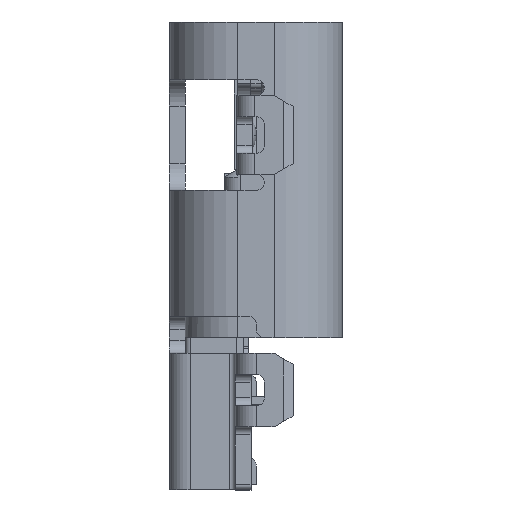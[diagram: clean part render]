
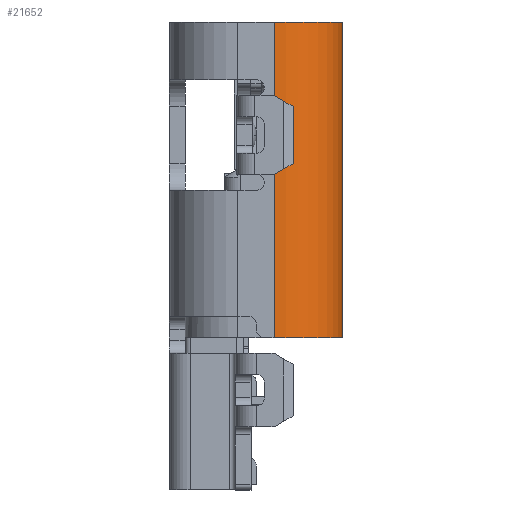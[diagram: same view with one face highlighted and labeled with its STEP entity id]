
A CAD part, left-side view. The second image highlights one B-rep face of the part: STEP entity #21652.
In plain terms, the highlighted cylindrical face has radius 1.3 mm (diameter 2.6 mm), a partial arc.
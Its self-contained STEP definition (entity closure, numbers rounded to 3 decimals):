
#917 = VECTOR ( 'NONE', #28214, 1000. ) ;
#1893 = CARTESIAN_POINT ( 'NONE',  ( -3.17, -1.64, -1.55 ) ) ;
#3652 = DIRECTION ( 'NONE',  ( 0., 0., 1. ) ) ;
#3753 = VERTEX_POINT ( 'NONE', #1893 ) ;
#3801 = DIRECTION ( 'NONE',  ( 1., 0., 0. ) ) ;
#5648 = DIRECTION ( 'NONE',  ( 0., 0., 1. ) ) ;
#6073 = CYLINDRICAL_SURFACE ( 'NONE', #40476, 1.3 ) ;
#7690 = AXIS2_PLACEMENT_3D ( 'NONE', #32420, #3652, #3801 ) ;
#8269 = CARTESIAN_POINT ( 'NONE',  ( -4.47, -0.34, -1.55 ) ) ;
#8488 = EDGE_CURVE ( 'NONE', #21239, #3753, #41856, .T. ) ;
#9890 = LINE ( 'NONE', #17282, #917 ) ;
#11068 = ORIENTED_EDGE ( 'NONE', *, *, #31999, .F. ) ;
#11345 = DIRECTION ( 'NONE',  ( 1., 0., 0. ) ) ;
#11514 = CARTESIAN_POINT ( 'NONE',  ( -3.17, -0.34, 4.45 ) ) ;
#16166 = LINE ( 'NONE', #8269, #26800 ) ;
#17101 = EDGE_CURVE ( 'NONE', #3753, #21665, #9890, .T. ) ;
#17230 = FACE_OUTER_BOUND ( 'NONE', #37085, .T. ) ;
#17282 = CARTESIAN_POINT ( 'NONE',  ( -3.17, -1.64, -1.55 ) ) ;
#21239 = VERTEX_POINT ( 'NONE', #38667 ) ;
#21652 = ADVANCED_FACE ( 'NONE', ( #17230 ), #6073, .T. ) ;
#21665 = VERTEX_POINT ( 'NONE', #35027 ) ;
#22632 = EDGE_CURVE ( 'NONE', #42146, #21665, #30547, .T. ) ;
#22773 = DIRECTION ( 'NONE',  ( 0., 0., 1. ) ) ;
#26800 = VECTOR ( 'NONE', #22773, 1000. ) ;
#28214 = DIRECTION ( 'NONE',  ( 0., 0., 1. ) ) ;
#30170 = DIRECTION ( 'NONE',  ( 1., 0., 0. ) ) ;
#30547 = CIRCLE ( 'NONE', #40196, 1.3 ) ;
#30793 = CARTESIAN_POINT ( 'NONE',  ( -3.17, -0.34, -1.55 ) ) ;
#31999 = EDGE_CURVE ( 'NONE', #21239, #42146, #16166, .T. ) ;
#32420 = CARTESIAN_POINT ( 'NONE',  ( -3.17, -0.34, -1.55 ) ) ;
#35027 = CARTESIAN_POINT ( 'NONE',  ( -3.17, -1.64, 4.45 ) ) ;
#37085 = EDGE_LOOP ( 'NONE', ( #45958, #11068, #44896, #40915 ) ) ;
#38667 = CARTESIAN_POINT ( 'NONE',  ( -4.47, -0.34, -1.55 ) ) ;
#40196 = AXIS2_PLACEMENT_3D ( 'NONE', #11514, #43868, #11345 ) ;
#40476 = AXIS2_PLACEMENT_3D ( 'NONE', #30793, #5648, #30170 ) ;
#40915 = ORIENTED_EDGE ( 'NONE', *, *, #17101, .T. ) ;
#41856 = CIRCLE ( 'NONE', #7690, 1.3 ) ;
#42146 = VERTEX_POINT ( 'NONE', #42607 ) ;
#42607 = CARTESIAN_POINT ( 'NONE',  ( -4.47, -0.34, 4.45 ) ) ;
#43868 = DIRECTION ( 'NONE',  ( 0., 0., 1. ) ) ;
#44896 = ORIENTED_EDGE ( 'NONE', *, *, #8488, .T. ) ;
#45958 = ORIENTED_EDGE ( 'NONE', *, *, #22632, .F. ) ;
